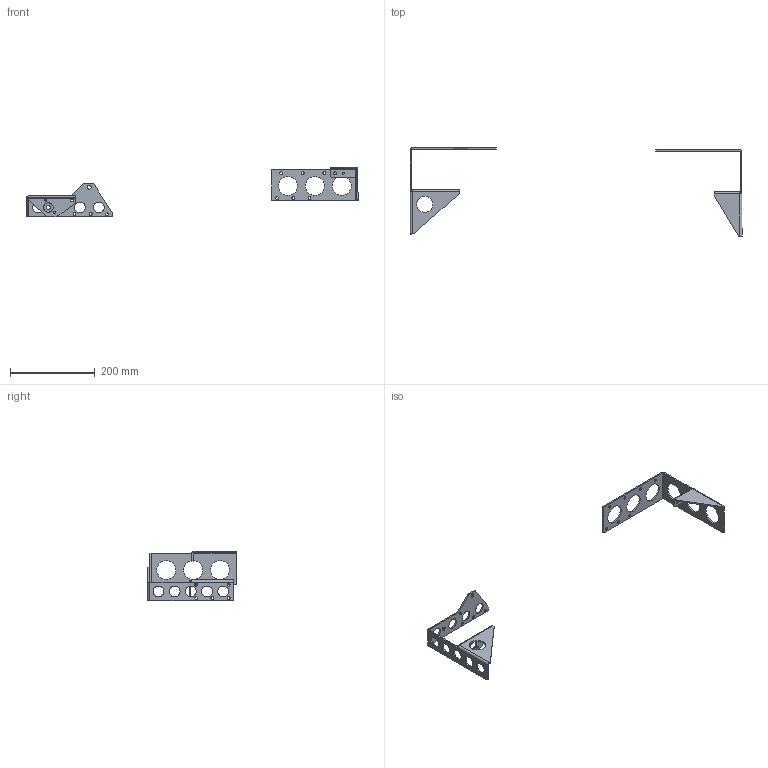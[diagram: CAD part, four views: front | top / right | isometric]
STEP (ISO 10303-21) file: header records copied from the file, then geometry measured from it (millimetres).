
FILE_DESCRIPTION (( 'STEP AP214' ), '1' );
FILE_NAME ('am-3358 Bumper Kit for Rhino Track Drive Module.STEP', '2016-01-20T18:26:27', ( '' ), ( '' ), 'SwSTEP 2.0', 'SolidWorks 2014', '' );
FILE_SCHEMA (( 'AUTOMOTIVE_DESIGN' ));
Length unit declared in the file: inch
Products named in the file (3): am-3358 Bumper Kit for Rhino Track Drive Module; am-3352 Rhino Front Left Bumper Bracket; am-3354 Rhino Back Left Bumper Bracket
Assembly tree (2 placements, depth 2):
  am-3358 Bumper Kit for Rhino Track Drive Module
    am-3352 Rhino Front Left Bumper Bracket
    am-3354 Rhino Back Left Bumper Bracket
Bounding box: 782.34 x 208.6 x 117.2 mm (x, y, z)
Volume: 154121.2 mm3; surface area: 111433.1 mm2
Topology: 2 solids, 2 shells, 172 faces, 456 edges, 288 vertices
Faces by surface type: cylinder 115, plane 57
Entity records: 5682 total; most frequent: DIRECTION 1040, CARTESIAN_POINT 921, ORIENTED_EDGE 912, EDGE_CURVE 456, AXIS2_PLACEMENT_3D 407, VERTEX_POINT 288, EDGE_LOOP 258, CIRCLE 230
